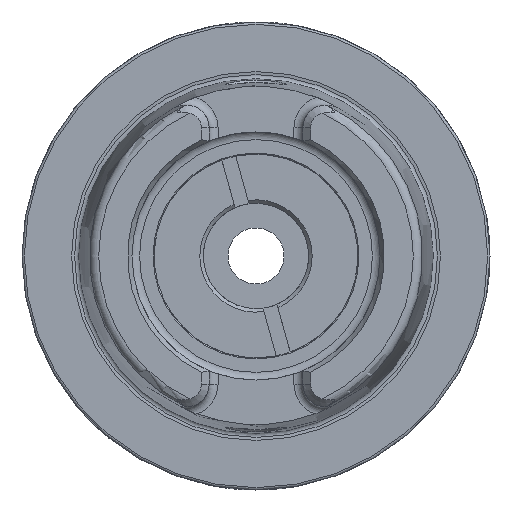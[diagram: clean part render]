
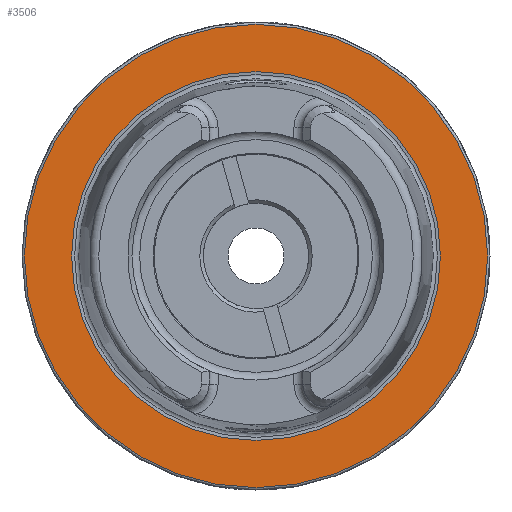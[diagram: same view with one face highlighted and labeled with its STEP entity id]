
A CAD part, left-side view. The second image highlights one B-rep face of the part: STEP entity #3506.
In plain terms, the highlighted planar face has unit normal (-1, 0, 0).
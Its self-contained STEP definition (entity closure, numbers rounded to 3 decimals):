
#59 = FACE_OUTER_BOUND ( 'NONE', #1999, .T. ) ;
#339 = VERTEX_POINT ( 'NONE', #4792 ) ;
#433 = EDGE_CURVE ( 'NONE', #7287, #7287, #4491, .T. ) ;
#1896 = DIRECTION ( 'NONE',  ( -1., 0., 0. ) ) ;
#1948 = PLANE ( 'NONE',  #8049 ) ;
#1999 = EDGE_LOOP ( 'NONE', ( #4935 ) ) ;
#2097 = EDGE_LOOP ( 'NONE', ( #7166 ) ) ;
#2727 = CIRCLE ( 'NONE', #4509, 39.405 ) ;
#3354 = CARTESIAN_POINT ( 'NONE',  ( 0., 0., 49.5 ) ) ;
#3401 = AXIS2_PLACEMENT_3D ( 'NONE', #7444, #5400, #4003 ) ;
#3506 = ADVANCED_FACE ( 'NONE', ( #5479, #59 ), #1948, .F. ) ;
#4003 = DIRECTION ( 'NONE',  ( 0., 0., 1. ) ) ;
#4491 = CIRCLE ( 'NONE', #3401, 49.5 ) ;
#4509 = AXIS2_PLACEMENT_3D ( 'NONE', #5943, #1896, #4668 ) ;
#4668 = DIRECTION ( 'NONE',  ( 0., 0., 1. ) ) ;
#4792 = CARTESIAN_POINT ( 'NONE',  ( 0., 0., 39.405 ) ) ;
#4935 = ORIENTED_EDGE ( 'NONE', *, *, #433, .T. ) ;
#5400 = DIRECTION ( 'NONE',  ( -1., 0., 0. ) ) ;
#5449 = EDGE_CURVE ( 'NONE', #339, #339, #2727, .T. ) ;
#5479 = FACE_BOUND ( 'NONE', #2097, .T. ) ;
#5943 = CARTESIAN_POINT ( 'NONE',  ( 0., 0., 0. ) ) ;
#7166 = ORIENTED_EDGE ( 'NONE', *, *, #5449, .F. ) ;
#7287 = VERTEX_POINT ( 'NONE', #3354 ) ;
#7444 = CARTESIAN_POINT ( 'NONE',  ( 0., 0., 0. ) ) ;
#7454 = DIRECTION ( 'NONE',  ( 0., 0., -1. ) ) ;
#8049 = AXIS2_PLACEMENT_3D ( 'NONE', #8755, #8789, #7454 ) ;
#8755 = CARTESIAN_POINT ( 'NONE',  ( 0., 49.5, 0. ) ) ;
#8789 = DIRECTION ( 'NONE',  ( 1., 0., 0. ) ) ;
